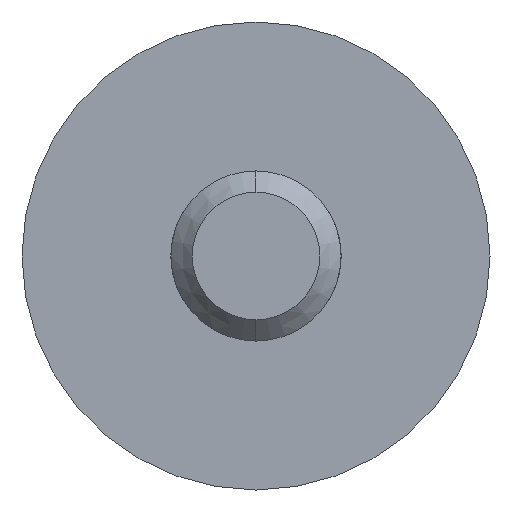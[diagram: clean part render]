
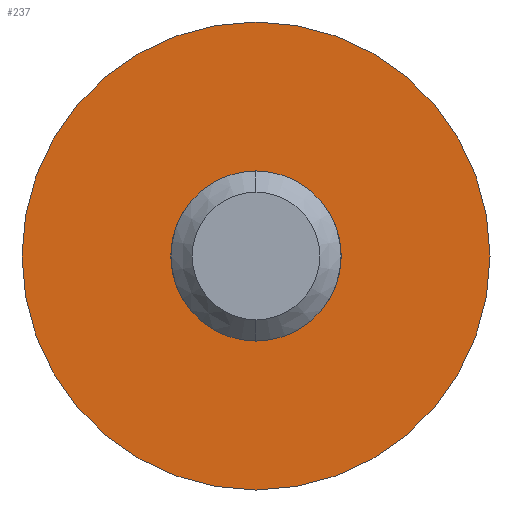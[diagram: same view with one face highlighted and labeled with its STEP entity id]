
A CAD part, left-side view. The second image highlights one B-rep face of the part: STEP entity #237.
In plain terms, the highlighted planar face has unit normal (-1, 0, 0).
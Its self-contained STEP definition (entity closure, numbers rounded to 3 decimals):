
#31 = EDGE_CURVE ( 'NONE', #1086, #528, #693, .T. ) ;
#34 = AXIS2_PLACEMENT_3D ( 'NONE', #685, #780, #1050 ) ;
#38 = ORIENTED_EDGE ( 'NONE', *, *, #631, .T. ) ;
#65 = CARTESIAN_POINT ( 'NONE',  ( 0., 4., 0. ) ) ;
#71 = PLANE ( 'NONE',  #619 ) ;
#82 = EDGE_LOOP ( 'NONE', ( #38, #1165 ) ) ;
#83 = DIRECTION ( 'NONE',  ( 0., 0., 1. ) ) ;
#95 = CIRCLE ( 'NONE', #34, 4. ) ;
#139 = CIRCLE ( 'NONE', #1142, 11. ) ;
#169 = DIRECTION ( 'NONE',  ( 0., 0., 1. ) ) ;
#171 = FACE_BOUND ( 'NONE', #579, .T. ) ;
#176 = DIRECTION ( 'NONE',  ( -1., 0., 0. ) ) ;
#225 = VERTEX_POINT ( 'NONE', #831 ) ;
#237 = ADVANCED_FACE ( 'NONE', ( #171, #916 ), #71, .F. ) ;
#248 = CARTESIAN_POINT ( 'NONE',  ( 0., 0., 0. ) ) ;
#316 = CIRCLE ( 'NONE', #662, 11. ) ;
#338 = VERTEX_POINT ( 'NONE', #588 ) ;
#377 = ORIENTED_EDGE ( 'NONE', *, *, #454, .F. ) ;
#454 = EDGE_CURVE ( 'NONE', #528, #1086, #95, .T. ) ;
#528 = VERTEX_POINT ( 'NONE', #787 ) ;
#579 = EDGE_LOOP ( 'NONE', ( #377, #1067 ) ) ;
#588 = CARTESIAN_POINT ( 'NONE',  ( 0., 0., -11. ) ) ;
#619 = AXIS2_PLACEMENT_3D ( 'NONE', #65, #1100, #1081 ) ;
#631 = EDGE_CURVE ( 'NONE', #225, #338, #316, .T. ) ;
#662 = AXIS2_PLACEMENT_3D ( 'NONE', #905, #977, #169 ) ;
#670 = CARTESIAN_POINT ( 'NONE',  ( 0., 0., -4. ) ) ;
#685 = CARTESIAN_POINT ( 'NONE',  ( 0., 0., 0. ) ) ;
#693 = CIRCLE ( 'NONE', #928, 4. ) ;
#743 = EDGE_CURVE ( 'NONE', #338, #225, #139, .T. ) ;
#780 = DIRECTION ( 'NONE',  ( -1., 0., 0. ) ) ;
#787 = CARTESIAN_POINT ( 'NONE',  ( 0., 0., 4. ) ) ;
#831 = CARTESIAN_POINT ( 'NONE',  ( 0., 0., 11. ) ) ;
#905 = CARTESIAN_POINT ( 'NONE',  ( 0., 0., 0. ) ) ;
#916 = FACE_OUTER_BOUND ( 'NONE', #82, .T. ) ;
#928 = AXIS2_PLACEMENT_3D ( 'NONE', #1109, #1002, #1205 ) ;
#977 = DIRECTION ( 'NONE',  ( -1., 0., 0. ) ) ;
#1002 = DIRECTION ( 'NONE',  ( -1., 0., 0. ) ) ;
#1050 = DIRECTION ( 'NONE',  ( 0., 0., 1. ) ) ;
#1067 = ORIENTED_EDGE ( 'NONE', *, *, #31, .F. ) ;
#1081 = DIRECTION ( 'NONE',  ( 0., 0., -1. ) ) ;
#1086 = VERTEX_POINT ( 'NONE', #670 ) ;
#1100 = DIRECTION ( 'NONE',  ( 1., 0., 0. ) ) ;
#1109 = CARTESIAN_POINT ( 'NONE',  ( 0., 0., 0. ) ) ;
#1142 = AXIS2_PLACEMENT_3D ( 'NONE', #248, #176, #83 ) ;
#1165 = ORIENTED_EDGE ( 'NONE', *, *, #743, .T. ) ;
#1205 = DIRECTION ( 'NONE',  ( 0., 0., 1. ) ) ;
